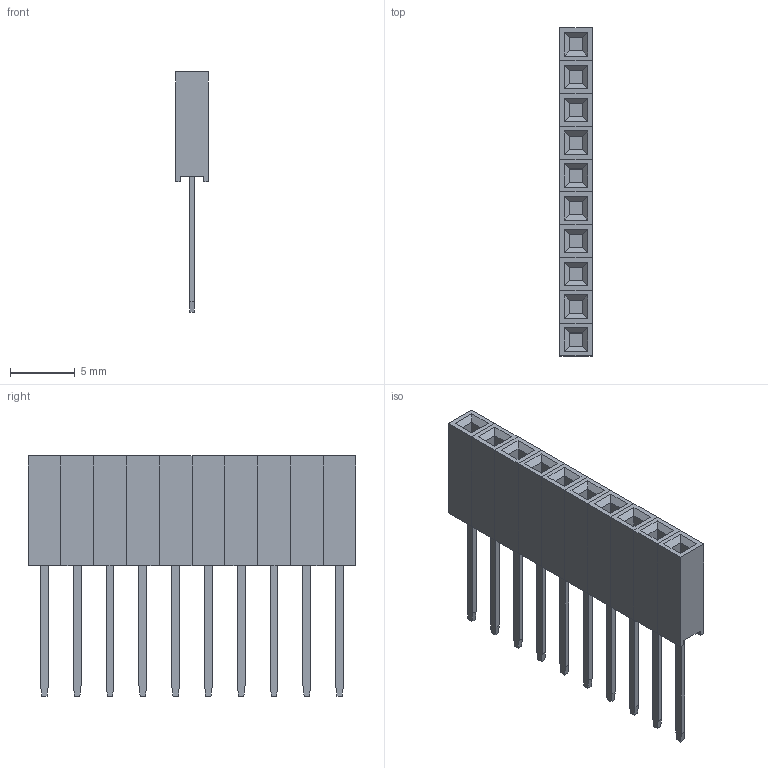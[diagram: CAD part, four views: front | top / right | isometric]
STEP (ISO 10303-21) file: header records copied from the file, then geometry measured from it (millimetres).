
FILE_DESCRIPTION(/* description */ (''),/* implementation_level */ '2;1');
FILE_NAME(/* name */ '10 Pin Long Tail Header.step',/* time_stamp */ '2020-01-31T20:18:13+00:00',/* author */ (''),/* organization */ (''),/* preprocessor_version */ 'ST-DEVELOPER v18',/* originating_system */ 'Autodesk Translation Framework v8.12.0.6',/* authorisation */ '');
FILE_SCHEMA (('AUTOMOTIVE_DESIGN { 1 0 10303 214 3 1 1 }'));
Length unit declared in the file: millimetre
Products named in the file (1): Long Tail Female Header
Bounding box: 2.54 x 25.4 x 18.6 mm (x, y, z)
Volume: 476.8 mm3; surface area: 1480.7 mm2
Topology: 10 solids, 10 shells, 260 faces, 620 edges, 400 vertices
Faces by surface type: plane 260
Entity records: 7412 total; most frequent: CARTESIAN_POINT 1281, ORIENTED_EDGE 1240, DIRECTION 1142, LINE 620, VECTOR 620, EDGE_CURVE 620, VERTEX_POINT 400, EDGE_LOOP 280
